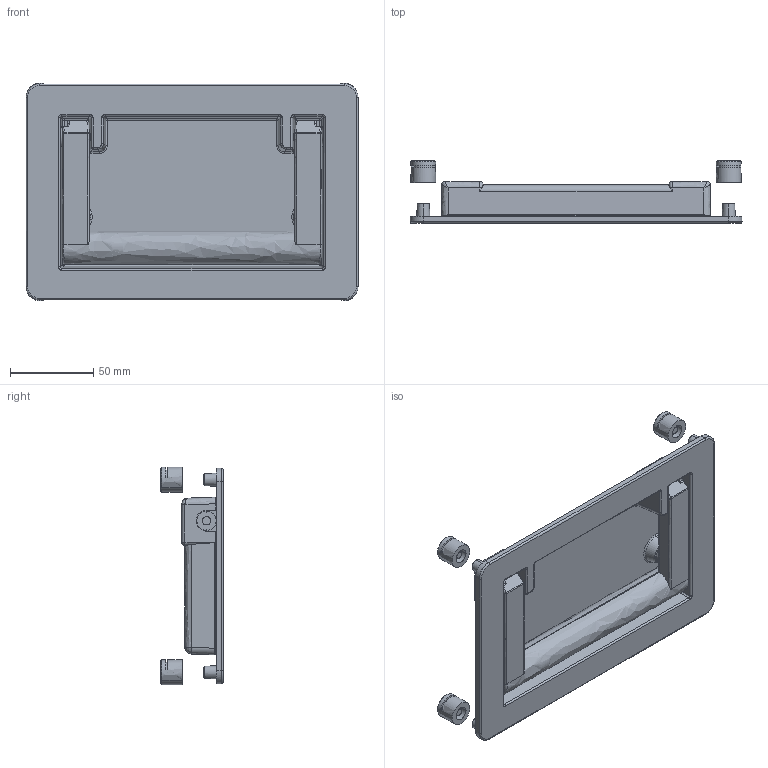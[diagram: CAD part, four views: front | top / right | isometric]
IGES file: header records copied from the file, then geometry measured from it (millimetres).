
Start section: ------------------------------------------------------------------------
Global section: file name: PC14.4448.THA_470_30027.igs; native system: spGate; preprocessor: ver16.7.1; author: Unknown; organization: Unknown; date: 200501.162730; units: millimetre
Bounding box: 200 x 37.5 x 131 mm (x, y, z)
Volume: 184587.1 mm3; surface area: 102303.4 mm2
Topology: 8 solids, 8 shells, 652 faces, 1522 edges, 906 vertices
Faces by surface type: bspline 652
